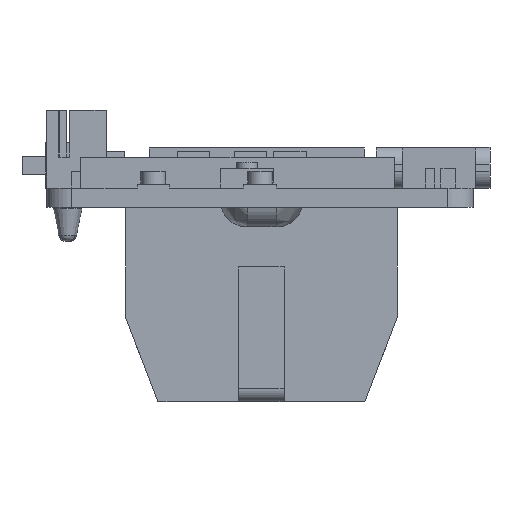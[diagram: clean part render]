
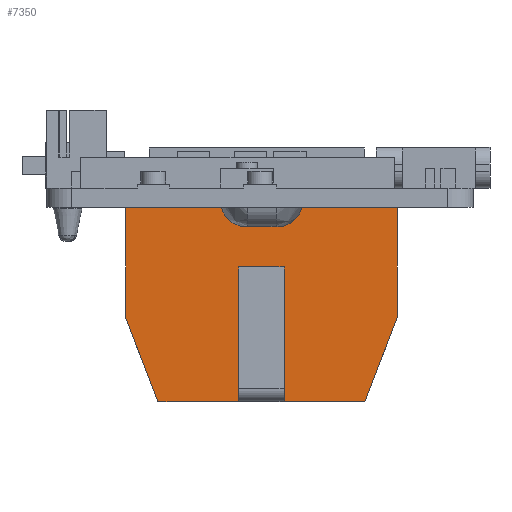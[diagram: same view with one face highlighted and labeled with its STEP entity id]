
A CAD part, front view. The second image highlights one B-rep face of the part: STEP entity #7350.
In plain terms, the highlighted planar face has unit normal (0, -1, 0).
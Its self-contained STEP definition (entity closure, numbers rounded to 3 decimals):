
#268=CIRCLE('',#7887,2.);
#277=CIRCLE('',#7900,2.);
#803=FACE_OUTER_BOUND('',#1293,.T.);
#1293=EDGE_LOOP('',(#5774,#5775,#5776,#5777,#5778,#5779,#5780,#5781,#5782,
#5783,#5784,#5785,#5786,#5787));
#1668=LINE('',#10653,#2473);
#1676=LINE('',#10672,#2481);
#1877=LINE('',#11338,#2682);
#1884=LINE('',#11373,#2689);
#1885=LINE('',#11375,#2690);
#1886=LINE('',#11377,#2691);
#1887=LINE('',#11379,#2692);
#1888=LINE('',#11381,#2693);
#1889=LINE('',#11383,#2694);
#1890=LINE('',#11385,#2695);
#1891=LINE('',#11387,#2696);
#1892=LINE('',#11388,#2697);
#2473=VECTOR('',#8514,7.36);
#2481=VECTOR('',#8526,7.417);
#2682=VECTOR('',#9137,2.35);
#2689=VECTOR('',#9164,8.5);
#2690=VECTOR('',#9165,6.964);
#2691=VECTOR('',#9166,6.25);
#2692=VECTOR('',#9167,10.4);
#2693=VECTOR('',#9168,3.5);
#2694=VECTOR('',#9169,10.4);
#2695=VECTOR('',#9170,6.25);
#2696=VECTOR('',#9171,6.964);
#2697=VECTOR('',#9172,8.5);
#3359=VERTEX_POINT('',#10642);
#3363=VERTEX_POINT('',#10650);
#3364=VERTEX_POINT('',#10652);
#3373=VERTEX_POINT('',#10670);
#3504=VERTEX_POINT('',#11319);
#3507=VERTEX_POINT('',#11337);
#3516=VERTEX_POINT('',#11372);
#3517=VERTEX_POINT('',#11374);
#3518=VERTEX_POINT('',#11376);
#3519=VERTEX_POINT('',#11378);
#3520=VERTEX_POINT('',#11380);
#3521=VERTEX_POINT('',#11382);
#3522=VERTEX_POINT('',#11384);
#3523=VERTEX_POINT('',#11386);
#4048=EDGE_CURVE('',#3364,#3363,#1668,.T.);
#4058=EDGE_CURVE('',#3359,#3373,#1676,.T.);
#4321=EDGE_CURVE('',#3504,#3359,#268,.T.);
#4326=EDGE_CURVE('',#3507,#3504,#1877,.T.);
#4338=EDGE_CURVE('',#3363,#3507,#277,.T.);
#4339=EDGE_CURVE('',#3373,#3516,#1884,.T.);
#4340=EDGE_CURVE('',#3516,#3517,#1885,.T.);
#4341=EDGE_CURVE('',#3518,#3517,#1886,.T.);
#4342=EDGE_CURVE('',#3518,#3519,#1887,.T.);
#4343=EDGE_CURVE('',#3520,#3519,#1888,.T.);
#4344=EDGE_CURVE('',#3521,#3520,#1889,.T.);
#4345=EDGE_CURVE('',#3522,#3521,#1890,.T.);
#4346=EDGE_CURVE('',#3522,#3523,#1891,.T.);
#4347=EDGE_CURVE('',#3364,#3523,#1892,.T.);
#5774=ORIENTED_EDGE('',*,*,#4058,.T.);
#5775=ORIENTED_EDGE('',*,*,#4339,.T.);
#5776=ORIENTED_EDGE('',*,*,#4340,.T.);
#5777=ORIENTED_EDGE('',*,*,#4341,.F.);
#5778=ORIENTED_EDGE('',*,*,#4342,.T.);
#5779=ORIENTED_EDGE('',*,*,#4343,.F.);
#5780=ORIENTED_EDGE('',*,*,#4344,.F.);
#5781=ORIENTED_EDGE('',*,*,#4345,.F.);
#5782=ORIENTED_EDGE('',*,*,#4346,.T.);
#5783=ORIENTED_EDGE('',*,*,#4347,.F.);
#5784=ORIENTED_EDGE('',*,*,#4048,.T.);
#5785=ORIENTED_EDGE('',*,*,#4338,.T.);
#5786=ORIENTED_EDGE('',*,*,#4326,.T.);
#5787=ORIENTED_EDGE('',*,*,#4321,.T.);
#6994=PLANE('',#7901);
#7350=ADVANCED_FACE('',(#803),#6994,.T.);
#7887=AXIS2_PLACEMENT_3D('',#11320,#9126,#9127);
#7900=AXIS2_PLACEMENT_3D('',#11370,#9160,#9161);
#7901=AXIS2_PLACEMENT_3D('',#11371,#9162,#9163);
#8514=DIRECTION('',(-1.,0.,0.));
#8526=DIRECTION('',(-1.,0.,0.));
#9126=DIRECTION('center_axis',(0.,1.,0.));
#9127=DIRECTION('ref_axis',(0.,0.,-1.));
#9137=DIRECTION('',(-1.,0.,0.));
#9160=DIRECTION('center_axis',(0.,1.,0.));
#9161=DIRECTION('ref_axis',(0.968,0.,-0.25));
#9162=DIRECTION('center_axis',(0.,-1.,0.));
#9163=DIRECTION('ref_axis',(-1.,0.,0.));
#9164=DIRECTION('',(0.,0.,-1.));
#9165=DIRECTION('',(0.359,0.,-0.933));
#9166=DIRECTION('',(-1.,0.,0.));
#9167=DIRECTION('',(0.,0.,1.));
#9168=DIRECTION('',(-1.,0.,0.));
#9169=DIRECTION('',(0.,0.,1.));
#9170=DIRECTION('',(-1.,0.,0.));
#9171=DIRECTION('',(0.359,0.,0.933));
#9172=DIRECTION('',(0.,0.,-1.));
#10642=CARTESIAN_POINT('',(-1.31,-37.012,-1.5));
#10650=CARTESIAN_POINT('',(4.913,-37.012,-1.5));
#10652=CARTESIAN_POINT('',(12.274,-37.012,-1.5));
#10653=CARTESIAN_POINT('',(12.274,-37.012,-1.5));
#10670=CARTESIAN_POINT('',(-8.726,-37.012,-1.5));
#10672=CARTESIAN_POINT('',(-1.31,-37.012,-1.5));
#11319=CARTESIAN_POINT('',(0.627,-37.012,-3.));
#11320=CARTESIAN_POINT('Origin',(0.627,-37.012,-1.));
#11337=CARTESIAN_POINT('',(2.977,-37.012,-3.));
#11338=CARTESIAN_POINT('',(2.977,-37.012,-3.));
#11370=CARTESIAN_POINT('Origin',(2.977,-37.012,-1.));
#11371=CARTESIAN_POINT('Origin',(12.274,-37.012,-1.5));
#11372=CARTESIAN_POINT('',(-8.726,-37.012,-10.));
#11373=CARTESIAN_POINT('',(-8.726,-37.012,-1.5));
#11374=CARTESIAN_POINT('',(-6.226,-37.012,-16.5));
#11375=CARTESIAN_POINT('',(-8.726,-37.012,-10.));
#11376=CARTESIAN_POINT('',(0.024,-37.012,-16.5));
#11377=CARTESIAN_POINT('',(0.024,-37.012,-16.5));
#11378=CARTESIAN_POINT('',(0.024,-37.012,-6.1));
#11379=CARTESIAN_POINT('',(0.024,-37.012,-16.5));
#11380=CARTESIAN_POINT('',(3.524,-37.012,-6.1));
#11381=CARTESIAN_POINT('',(3.524,-37.012,-6.1));
#11382=CARTESIAN_POINT('',(3.524,-37.012,-16.5));
#11383=CARTESIAN_POINT('',(3.524,-37.012,-16.5));
#11384=CARTESIAN_POINT('',(9.774,-37.012,-16.5));
#11385=CARTESIAN_POINT('',(9.774,-37.012,-16.5));
#11386=CARTESIAN_POINT('',(12.274,-37.012,-10.));
#11387=CARTESIAN_POINT('',(9.774,-37.012,-16.5));
#11388=CARTESIAN_POINT('',(12.274,-37.012,-1.5));
